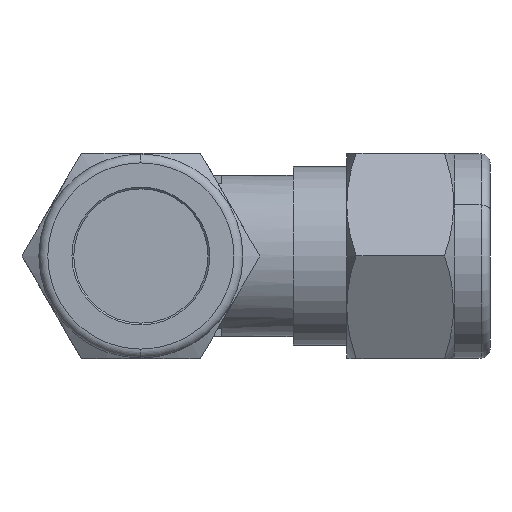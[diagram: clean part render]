
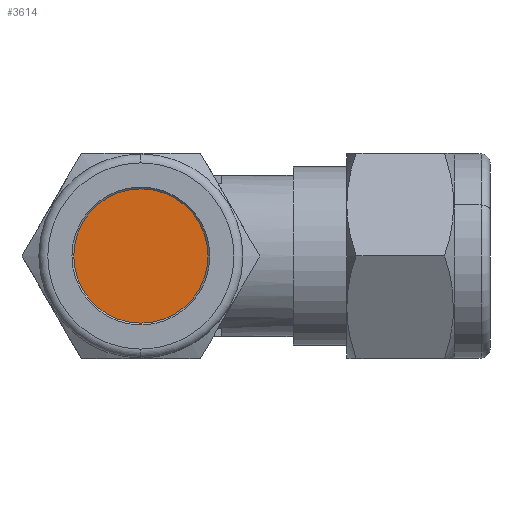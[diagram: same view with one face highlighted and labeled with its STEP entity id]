
A CAD part, left-side view. The second image highlights one B-rep face of the part: STEP entity #3614.
In plain terms, the highlighted planar face has unit normal (-1, 0, 0).
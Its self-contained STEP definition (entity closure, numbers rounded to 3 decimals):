
#266 = CARTESIAN_POINT ( 'NONE',  ( -36.5, 31.5, 0. ) ) ;
#268 = DIRECTION ( 'NONE',  ( 1., 0., 0. ) ) ;
#269 = DIRECTION ( 'NONE',  ( 0., 0., -1. ) ) ;
#384 = CIRCLE ( 'NONE', #941, 7.5 ) ;
#530 = CARTESIAN_POINT ( 'NONE',  ( -36.5, 31.5, 0. ) ) ;
#531 = DIRECTION ( 'NONE',  ( 1., 0., 0. ) ) ;
#532 = DIRECTION ( 'NONE',  ( 0., 0., -1. ) ) ;
#740 = FACE_OUTER_BOUND ( 'NONE', #1226, .T. ) ;
#863 = CIRCLE ( 'NONE', #2509, 7.5 ) ;
#941 = AXIS2_PLACEMENT_3D ( 'NONE', #530, #531, #532 ) ;
#1059 = AXIS2_PLACEMENT_3D ( 'NONE', #1833, #1838, #1839 ) ;
#1226 = EDGE_LOOP ( 'NONE', ( #1305, #1306 ) ) ;
#1305 = ORIENTED_EDGE ( 'NONE', *, *, #2445, .F. ) ;
#1306 = ORIENTED_EDGE ( 'NONE', *, *, #3691, .F. ) ;
#1439 = VERTEX_POINT ( 'NONE', #3315 ) ;
#1440 = VERTEX_POINT ( 'NONE', #3316 ) ;
#1833 = CARTESIAN_POINT ( 'NONE',  ( -36.5, 31.5, 0. ) ) ;
#1836 = PLANE ( 'NONE',  #1059 ) ;
#1838 = DIRECTION ( 'NONE',  ( -1., 0., 0. ) ) ;
#1839 = DIRECTION ( 'NONE',  ( 0., 0., 1. ) ) ;
#2445 = EDGE_CURVE ( 'NONE', #1439, #1440, #384, .T. ) ;
#2509 = AXIS2_PLACEMENT_3D ( 'NONE', #266, #268, #269 ) ;
#3315 = CARTESIAN_POINT ( 'NONE',  ( -36.5, 31.5, -7.5 ) ) ;
#3316 = CARTESIAN_POINT ( 'NONE',  ( -36.5, 31.5, 7.5 ) ) ;
#3614 = ADVANCED_FACE ( 'NONE', ( #740 ), #1836, .T. ) ;
#3691 = EDGE_CURVE ( 'NONE', #1440, #1439, #863, .T. ) ;
